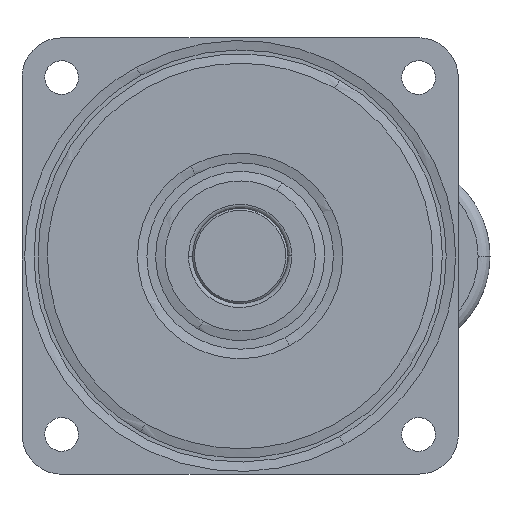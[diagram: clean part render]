
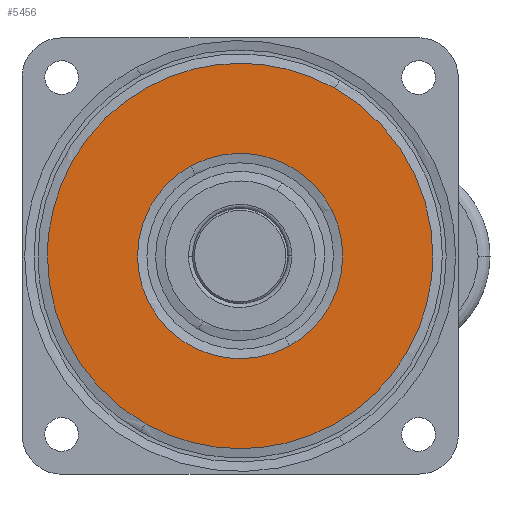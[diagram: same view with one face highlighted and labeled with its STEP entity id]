
A CAD part, top view. The second image highlights one B-rep face of the part: STEP entity #5456.
In plain terms, the highlighted free-form (B-spline) face has degree [1, 1] with [2, 2] control points.
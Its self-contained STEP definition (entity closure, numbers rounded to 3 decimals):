
#5250=CARTESIAN_POINT('',(-12.465,22.674,0.));
#5251=VERTEX_POINT('',#5250);
#5265=CARTESIAN_POINT('',(-25.875,0.0,0.0));
#5266=VERTEX_POINT('',#5265);
#5267=CARTESIAN_POINT('',(-25.875,0.0,0.0));
#5268=CARTESIAN_POINT('',(-25.875,15.302,0.));
#5269=CARTESIAN_POINT('',(-12.465,22.674,0.));
#5277=(BOUNDED_CURVE()B_SPLINE_CURVE(2,(#5267,#5268,#5269),.UNSPECIFIED.,.F.,.U.)B_SPLINE_CURVE_WITH_KNOTS((3,3),(0.0,0.168),.UNSPECIFIED.)CURVE()GEOMETRIC_REPRESENTATION_ITEM()RATIONAL_B_SPLINE_CURVE((1.0,0.803,0.871))REPRESENTATION_ITEM(''));
#5278=EDGE_CURVE('',#5266,#5251,#5277,.T.);
#5280=CARTESIAN_POINT('',(12.465,-22.674,0.));
#5281=VERTEX_POINT('',#5280);
#5282=CARTESIAN_POINT('',(12.465,-22.674,0.));
#5283=CARTESIAN_POINT('',(6.644,-25.875,0.));
#5284=CARTESIAN_POINT('',(0.,-25.875,0.));
#5285=CARTESIAN_POINT('',(-25.875,-25.875,0.));
#5286=CARTESIAN_POINT('',(-25.875,0.0,0.0));
#5294=(BOUNDED_CURVE()B_SPLINE_CURVE(2,(#5282,#5283,#5284,#5285,#5286),.UNSPECIFIED.,.F.,.U.)B_SPLINE_CURVE_WITH_KNOTS((3,2,3),(0.668,0.75,1.0),.UNSPECIFIED.)CURVE()GEOMETRIC_REPRESENTATION_ITEM()RATIONAL_B_SPLINE_CURVE((0.871,0.904,1.0,0.707,1.0))REPRESENTATION_ITEM(''));
#5295=EDGE_CURVE('',#5281,#5266,#5294,.T.);
#5344=CARTESIAN_POINT('',(25.875,0.0,0.0));
#5345=VERTEX_POINT('',#5344);
#5346=CARTESIAN_POINT('',(25.875,0.0,0.0));
#5347=CARTESIAN_POINT('',(25.875,-15.302,0.));
#5348=CARTESIAN_POINT('',(12.465,-22.674,0.));
#5356=(BOUNDED_CURVE()B_SPLINE_CURVE(2,(#5346,#5347,#5348),.UNSPECIFIED.,.F.,.U.)B_SPLINE_CURVE_WITH_KNOTS((3,3),(0.5,0.668),.UNSPECIFIED.)CURVE()GEOMETRIC_REPRESENTATION_ITEM()RATIONAL_B_SPLINE_CURVE((1.0,0.803,0.871))REPRESENTATION_ITEM(''));
#5357=EDGE_CURVE('',#5345,#5281,#5356,.T.);
#5359=CARTESIAN_POINT('',(-12.465,22.674,0.));
#5360=CARTESIAN_POINT('',(-6.644,25.875,0.));
#5361=CARTESIAN_POINT('',(0.,25.875,0.));
#5362=CARTESIAN_POINT('',(25.875,25.875,0.));
#5363=CARTESIAN_POINT('',(25.875,0.0,0.0));
#5371=(BOUNDED_CURVE()B_SPLINE_CURVE(2,(#5359,#5360,#5361,#5362,#5363),.UNSPECIFIED.,.F.,.U.)B_SPLINE_CURVE_WITH_KNOTS((3,2,3),(0.168,0.25,0.5),.UNSPECIFIED.)CURVE()GEOMETRIC_REPRESENTATION_ITEM()RATIONAL_B_SPLINE_CURVE((0.871,0.904,1.0,0.707,1.0))REPRESENTATION_ITEM(''));
#5372=EDGE_CURVE('',#5251,#5345,#5371,.T.);
#5379=CARTESIAN_POINT('',(-53.428,53.406,0.0));
#5380=CARTESIAN_POINT('',(53.428,53.406,0.0));
#5381=CARTESIAN_POINT('',(-53.428,-53.406,0.0));
#5382=CARTESIAN_POINT('',(53.428,-53.406,0.0));
#5383=B_SPLINE_SURFACE_WITH_KNOTS('',1,1,((#5379,#5381),(#5380,#5382)),.UNSPECIFIED.,.F.,.F.,.U.,(2,2),(2,2),(0.0,106.856),(0.0,106.812),.UNSPECIFIED.);
#5384=CARTESIAN_POINT('',(-48.575,0.0,0.0));
#5385=VERTEX_POINT('',#5384);
#5386=CARTESIAN_POINT('',(-23.934,-42.269,0.));
#5387=VERTEX_POINT('',#5386);
#5388=CARTESIAN_POINT('',(-48.575,0.0,0.0));
#5389=CARTESIAN_POINT('',(-48.575,-28.317,0.));
#5390=CARTESIAN_POINT('',(-23.934,-42.269,0.));
#5398=(BOUNDED_CURVE()B_SPLINE_CURVE(2,(#5388,#5389,#5390),.UNSPECIFIED.,.F.,.U.)B_SPLINE_CURVE_WITH_KNOTS((3,3),(0.0,0.166),.UNSPECIFIED.)CURVE()GEOMETRIC_REPRESENTATION_ITEM()RATIONAL_B_SPLINE_CURVE((1.0,0.805,0.869))REPRESENTATION_ITEM(''));
#5399=EDGE_CURVE('',#5385,#5387,#5398,.T.);
#5400=ORIENTED_EDGE('',*,*,#5399,.T.);
#5401=CARTESIAN_POINT('',(48.575,0.0,0.0));
#5402=VERTEX_POINT('',#5401);
#5403=CARTESIAN_POINT('',(-23.934,-42.269,0.));
#5404=CARTESIAN_POINT('',(-12.798,-48.575,0.));
#5405=CARTESIAN_POINT('',(0.,-48.575,0.));
#5406=CARTESIAN_POINT('',(48.575,-48.575,0.));
#5407=CARTESIAN_POINT('',(48.575,0.0,0.0));
#5415=(BOUNDED_CURVE()B_SPLINE_CURVE(2,(#5403,#5404,#5405,#5406,#5407),.UNSPECIFIED.,.F.,.U.)B_SPLINE_CURVE_WITH_KNOTS((3,2,3),(0.166,0.25,0.5),.UNSPECIFIED.)CURVE()GEOMETRIC_REPRESENTATION_ITEM()RATIONAL_B_SPLINE_CURVE((0.869,0.902,1.0,0.707,1.0))REPRESENTATION_ITEM(''));
#5416=EDGE_CURVE('',#5387,#5402,#5415,.T.);
#5417=ORIENTED_EDGE('',*,*,#5416,.T.);
#5418=CARTESIAN_POINT('',(23.934,42.269,0.));
#5419=VERTEX_POINT('',#5418);
#5420=CARTESIAN_POINT('',(48.575,0.0,0.0));
#5421=CARTESIAN_POINT('',(48.575,28.317,0.));
#5422=CARTESIAN_POINT('',(23.934,42.269,0.));
#5430=(BOUNDED_CURVE()B_SPLINE_CURVE(2,(#5420,#5421,#5422),.UNSPECIFIED.,.F.,.U.)B_SPLINE_CURVE_WITH_KNOTS((3,3),(0.5,0.666),.UNSPECIFIED.)CURVE()GEOMETRIC_REPRESENTATION_ITEM()RATIONAL_B_SPLINE_CURVE((1.0,0.805,0.869))REPRESENTATION_ITEM(''));
#5431=EDGE_CURVE('',#5402,#5419,#5430,.T.);
#5432=ORIENTED_EDGE('',*,*,#5431,.T.);
#5433=CARTESIAN_POINT('',(23.934,42.269,0.));
#5434=CARTESIAN_POINT('',(12.798,48.575,0.));
#5435=CARTESIAN_POINT('',(0.,48.575,0.));
#5436=CARTESIAN_POINT('',(-48.575,48.575,0.));
#5437=CARTESIAN_POINT('',(-48.575,0.0,0.0));
#5445=(BOUNDED_CURVE()B_SPLINE_CURVE(2,(#5433,#5434,#5435,#5436,#5437),.UNSPECIFIED.,.F.,.U.)B_SPLINE_CURVE_WITH_KNOTS((3,2,3),(0.666,0.75,1.0),.UNSPECIFIED.)CURVE()GEOMETRIC_REPRESENTATION_ITEM()RATIONAL_B_SPLINE_CURVE((0.869,0.902,1.0,0.707,1.0))REPRESENTATION_ITEM(''));
#5446=EDGE_CURVE('',#5419,#5385,#5445,.T.);
#5447=ORIENTED_EDGE('',*,*,#5446,.T.);
#5448=EDGE_LOOP('',(#5400,#5417,#5432,#5447));
#5449=FACE_OUTER_BOUND('',#5448,.T.);
#5450=ORIENTED_EDGE('',*,*,#5278,.T.);
#5451=ORIENTED_EDGE('',*,*,#5372,.T.);
#5452=ORIENTED_EDGE('',*,*,#5357,.T.);
#5453=ORIENTED_EDGE('',*,*,#5295,.T.);
#5454=EDGE_LOOP('',(#5450,#5451,#5452,#5453));
#5455=FACE_BOUND('',#5454,.T.);
#5456=ADVANCED_FACE('',(#5449,#5455),#5383,.F.);
